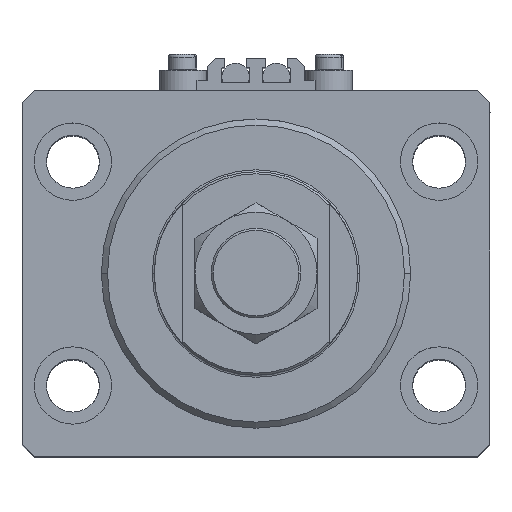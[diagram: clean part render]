
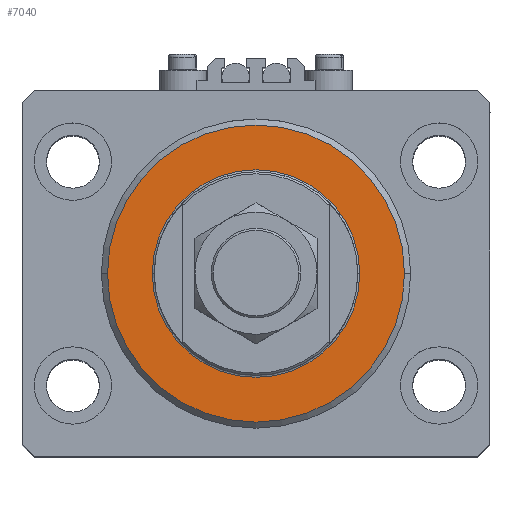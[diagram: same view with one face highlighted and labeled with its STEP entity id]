
A CAD part, top view. The second image highlights one B-rep face of the part: STEP entity #7040.
In plain terms, the highlighted face is planar.
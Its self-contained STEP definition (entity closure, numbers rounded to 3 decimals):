
#322 = DIRECTION ( 'NONE',  ( 0., 0., -1. ) ) ;
#2095 = EDGE_CURVE ( 'NONE', #38057, #20511, #22820, .T. ) ;
#3365 = CARTESIAN_POINT ( 'NONE',  ( -36.5, 0., 0. ) ) ;
#4634 = CARTESIAN_POINT ( 'NONE',  ( 0., 0., 0. ) ) ;
#7040 = ADVANCED_FACE ( 'NONE', ( #40410, #52017 ), #51502, .F. ) ;
#8332 = DIRECTION ( 'NONE',  ( 0., 0., 1. ) ) ;
#9334 = ORIENTED_EDGE ( 'NONE', *, *, #46720, .T. ) ;
#10590 = DIRECTION ( 'NONE',  ( 1., 0., 0. ) ) ;
#11221 = EDGE_CURVE ( 'NONE', #49834, #36944, #19681, .T. ) ;
#11327 = CARTESIAN_POINT ( 'NONE',  ( 0., 0., 0. ) ) ;
#14246 = EDGE_LOOP ( 'NONE', ( #43075, #38545 ) ) ;
#14276 = CARTESIAN_POINT ( 'NONE',  ( 0., 0., 0. ) ) ;
#14569 = CARTESIAN_POINT ( 'NONE',  ( 0., 0., 0. ) ) ;
#15821 = DIRECTION ( 'NONE',  ( 0., 0., 1. ) ) ;
#15825 = ORIENTED_EDGE ( 'NONE', *, *, #11221, .T. ) ;
#19681 = CIRCLE ( 'NONE', #41654, 36.5 ) ;
#20511 = VERTEX_POINT ( 'NONE', #22131 ) ;
#22131 = CARTESIAN_POINT ( 'NONE',  ( -25.5, 0., 0. ) ) ;
#22820 = CIRCLE ( 'NONE', #50702, 25.5 ) ;
#24187 = DIRECTION ( 'NONE',  ( 1., 0., 0. ) ) ;
#25079 = CIRCLE ( 'NONE', #45317, 25.5 ) ;
#27462 = DIRECTION ( 'NONE',  ( 1., 0., 0. ) ) ;
#27901 = EDGE_LOOP ( 'NONE', ( #15825, #9334 ) ) ;
#28405 = CIRCLE ( 'NONE', #31801, 36.5 ) ;
#28946 = AXIS2_PLACEMENT_3D ( 'NONE', #11327, #15821, #27462 ) ;
#30413 = DIRECTION ( 'NONE',  ( 1., 0., 0. ) ) ;
#31801 = AXIS2_PLACEMENT_3D ( 'NONE', #14569, #46795, #10590 ) ;
#33442 = CARTESIAN_POINT ( 'NONE',  ( 25.5, 0., 0. ) ) ;
#34645 = DIRECTION ( 'NONE',  ( 0., 0., 1. ) ) ;
#34897 = CARTESIAN_POINT ( 'NONE',  ( 36.5, 0., 0. ) ) ;
#36944 = VERTEX_POINT ( 'NONE', #3365 ) ;
#38057 = VERTEX_POINT ( 'NONE', #33442 ) ;
#38545 = ORIENTED_EDGE ( 'NONE', *, *, #48460, .T. ) ;
#40410 = FACE_BOUND ( 'NONE', #14246, .T. ) ;
#41654 = AXIS2_PLACEMENT_3D ( 'NONE', #44974, #322, #48664 ) ;
#43075 = ORIENTED_EDGE ( 'NONE', *, *, #2095, .T. ) ;
#44974 = CARTESIAN_POINT ( 'NONE',  ( 0., 0., 0. ) ) ;
#45317 = AXIS2_PLACEMENT_3D ( 'NONE', #4634, #8332, #24187 ) ;
#46720 = EDGE_CURVE ( 'NONE', #36944, #49834, #28405, .T. ) ;
#46795 = DIRECTION ( 'NONE',  ( 0., 0., -1. ) ) ;
#48460 = EDGE_CURVE ( 'NONE', #20511, #38057, #25079, .T. ) ;
#48664 = DIRECTION ( 'NONE',  ( 1., 0., 0. ) ) ;
#49834 = VERTEX_POINT ( 'NONE', #34897 ) ;
#50702 = AXIS2_PLACEMENT_3D ( 'NONE', #14276, #34645, #30413 ) ;
#51502 = PLANE ( 'NONE',  #28946 ) ;
#52017 = FACE_OUTER_BOUND ( 'NONE', #27901, .T. ) ;
